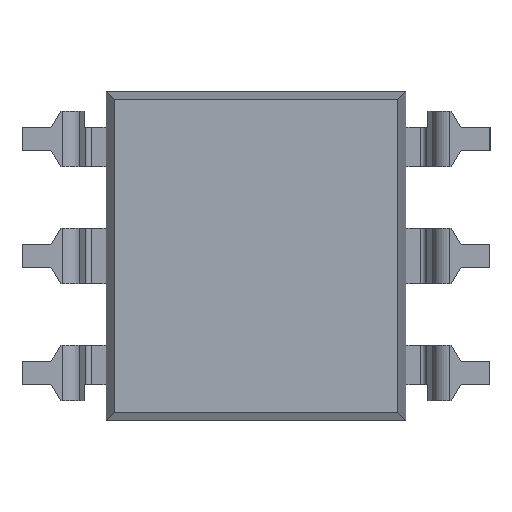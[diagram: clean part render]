
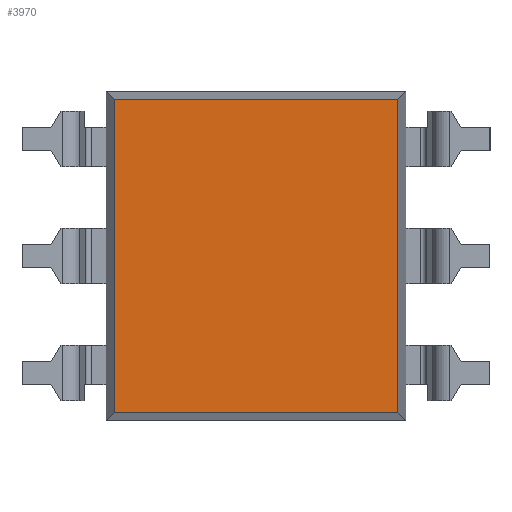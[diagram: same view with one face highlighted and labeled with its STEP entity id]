
A CAD part, front view. The second image highlights one B-rep face of the part: STEP entity #3970.
In plain terms, the highlighted planar face has unit normal (0, -1, 0).
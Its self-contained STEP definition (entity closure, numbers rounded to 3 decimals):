
#207 = AXIS2_PLACEMENT_3D ( 'NONE', #2878, #2888, #2889 ) ;
#1905 = LINE ( 'NONE', #2444, #1917 ) ;
#1915 = LINE ( 'NONE', #2447, #1916 ) ;
#1916 = VECTOR ( 'NONE', #2448, 1000. ) ;
#1917 = VECTOR ( 'NONE', #2450, 1000. ) ;
#1936 = LINE ( 'NONE', #2469, #1937 ) ;
#1937 = VECTOR ( 'NONE', #2470, 1000. ) ;
#1975 = LINE ( 'NONE', #2518, #1979 ) ;
#1979 = VECTOR ( 'NONE', #2529, 1000. ) ;
#2202 = FACE_OUTER_BOUND ( 'NONE', #3420, .T. ) ;
#2388 = CARTESIAN_POINT ( 'NONE',  ( -3.074, -1.5, -3.384 ) ) ;
#2391 = CARTESIAN_POINT ( 'NONE',  ( -3.074, -1.5, 3.384 ) ) ;
#2393 = CARTESIAN_POINT ( 'NONE',  ( 3.074, -1.5, -3.384 ) ) ;
#2394 = CARTESIAN_POINT ( 'NONE',  ( 3.074, -1.5, 3.384 ) ) ;
#2444 = CARTESIAN_POINT ( 'NONE',  ( -3.074, -1.5, -3.56 ) ) ;
#2447 = CARTESIAN_POINT ( 'NONE',  ( 3.074, -1.5, -3.56 ) ) ;
#2448 = DIRECTION ( 'NONE',  ( 0., 0., 1. ) ) ;
#2450 = DIRECTION ( 'NONE',  ( 0., 0., -1. ) ) ;
#2469 = CARTESIAN_POINT ( 'NONE',  ( 3.25, -1.5, -3.384 ) ) ;
#2470 = DIRECTION ( 'NONE',  ( 1., 0., 0. ) ) ;
#2518 = CARTESIAN_POINT ( 'NONE',  ( 3.25, -1.5, 3.384 ) ) ;
#2529 = DIRECTION ( 'NONE',  ( -1., 0., 0. ) ) ;
#2878 = CARTESIAN_POINT ( 'NONE',  ( 3.25, -1.5, 3.56 ) ) ;
#2883 = PLANE ( 'NONE',  #207 ) ;
#2888 = DIRECTION ( 'NONE',  ( 0., -1., 0. ) ) ;
#2889 = DIRECTION ( 'NONE',  ( 0., 0., -1. ) ) ;
#3420 = EDGE_LOOP ( 'NONE', ( #4139, #4095, #4166, #4089 ) ) ;
#3562 = VERTEX_POINT ( 'NONE', #2388 ) ;
#3565 = VERTEX_POINT ( 'NONE', #2391 ) ;
#3567 = VERTEX_POINT ( 'NONE', #2393 ) ;
#3568 = VERTEX_POINT ( 'NONE', #2394 ) ;
#3753 = EDGE_CURVE ( 'NONE', #3567, #3568, #1915, .T. ) ;
#3754 = EDGE_CURVE ( 'NONE', #3565, #3562, #1905, .T. ) ;
#3764 = EDGE_CURVE ( 'NONE', #3562, #3567, #1936, .T. ) ;
#3802 = EDGE_CURVE ( 'NONE', #3568, #3565, #1975, .T. ) ;
#3970 = ADVANCED_FACE ( 'NONE', ( #2202 ), #2883, .T. ) ;
#4089 = ORIENTED_EDGE ( 'NONE', *, *, #3764, .T. ) ;
#4095 = ORIENTED_EDGE ( 'NONE', *, *, #3802, .T. ) ;
#4139 = ORIENTED_EDGE ( 'NONE', *, *, #3753, .T. ) ;
#4166 = ORIENTED_EDGE ( 'NONE', *, *, #3754, .T. ) ;
